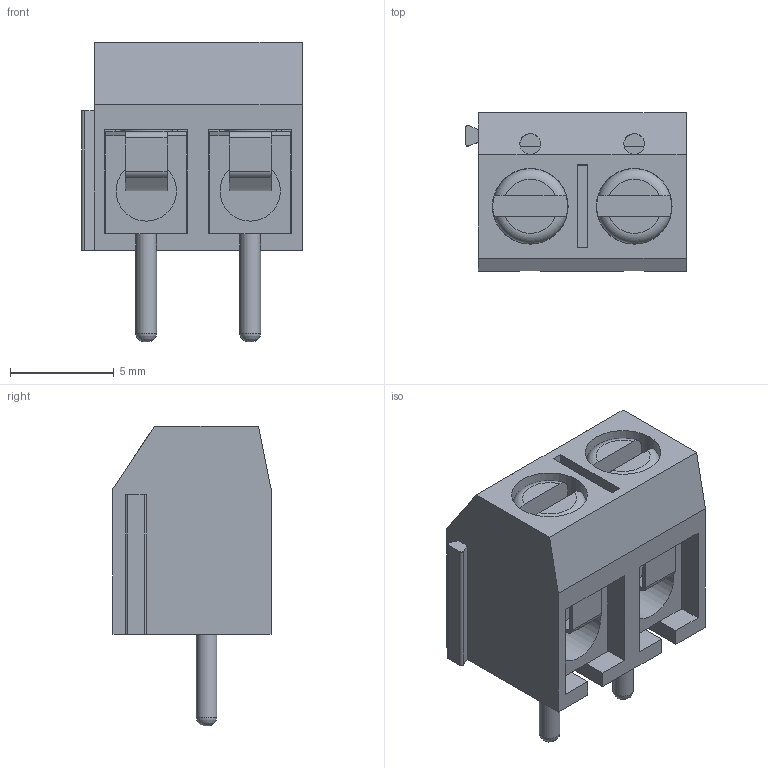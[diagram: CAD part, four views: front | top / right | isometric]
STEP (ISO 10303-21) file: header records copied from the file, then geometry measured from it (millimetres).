
FILE_DESCRIPTION(('FreeCAD Model'),'2;1');
FILE_NAME('DG301-5.0-2.step','2016-10-18T16:44:00',('Author'),('' ),'Open CASCADE STEP processor 6.8','FreeCAD','Unknown');
FILE_SCHEMA(('AUTOMOTIVE_DESIGN_CC2 { 1 2 10303 214 -1 1 5 4 }'));
Length unit declared in the file: millimetre
Products named in the file (2): ASSEMBLY; DG301-5.0-02
Assembly tree (1 placements, depth 2):
  ASSEMBLY
    DG301-5.0-02
Bounding box: 10.6 x 7.6 x 14.4 mm (x, y, z)
Volume: 507.8 mm3; surface area: 1332.5 mm2
Topology: 1 solids, 1 shells, 169 faces, 454 edges, 294 vertices
Faces by surface type: plane 121, cylinder 36, torus 6, cone 4, revolution 2
Full cylindrical faces by diameter (mm): 1 x4, 1.8 x2, 2 x2, 2.5 x2, 2.6 x2, 2.9 x2, 3 x2, 3.6 x2, 3.64 x2
Entity records: 17172 total; most frequent: CARTESIAN_POINT 7119, DIRECTION 1558, LINE 998, VECTOR 998, ORIENTED_EDGE 908, PCURVE 908, DEFINITIONAL_REPRESENTATION 908, EDGE_CURVE 454
